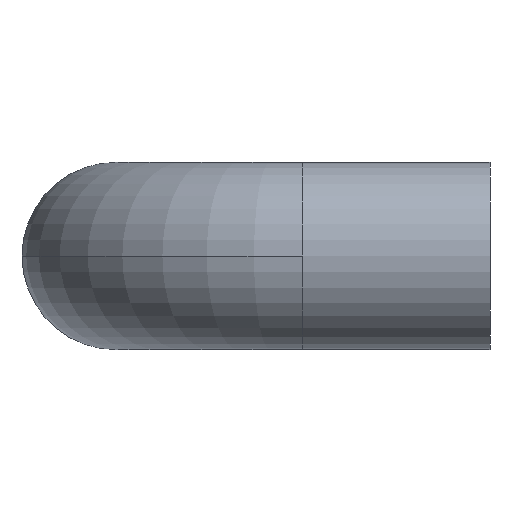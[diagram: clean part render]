
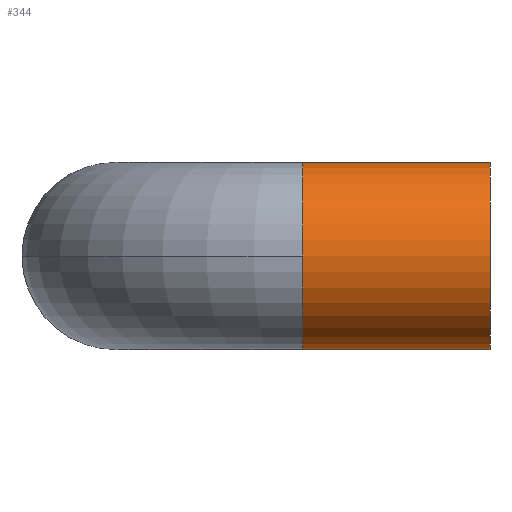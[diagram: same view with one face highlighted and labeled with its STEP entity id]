
A CAD part, left-side view. The second image highlights one B-rep face of the part: STEP entity #344.
In plain terms, the highlighted cylindrical face has radius 4 mm (diameter 8 mm), a partial arc.
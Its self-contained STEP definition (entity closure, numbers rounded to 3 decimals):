
#25 = CARTESIAN_POINT ( 'NONE',  ( 0., 8., 4. ) ) ;
#39 = DIRECTION ( 'NONE',  ( 0., 1., 0. ) ) ;
#62 = ORIENTED_EDGE ( 'NONE', *, *, #624, .T. ) ;
#65 = CARTESIAN_POINT ( 'NONE',  ( 0., 8., 0. ) ) ;
#73 = AXIS2_PLACEMENT_3D ( 'NONE', #398, #178, #670 ) ;
#122 = CIRCLE ( 'NONE', #73, 4. ) ;
#140 = VECTOR ( 'NONE', #327, 1000. ) ;
#141 = CARTESIAN_POINT ( 'NONE',  ( 0., 8., 4. ) ) ;
#156 = CARTESIAN_POINT ( 'NONE',  ( 0., 8., -4. ) ) ;
#166 = VERTEX_POINT ( 'NONE', #341 ) ;
#178 = DIRECTION ( 'NONE',  ( 0., 1., 0. ) ) ;
#187 = DIRECTION ( 'NONE',  ( 0., 0., -1. ) ) ;
#190 = CYLINDRICAL_SURFACE ( 'NONE', #632, 4. ) ;
#201 = FACE_OUTER_BOUND ( 'NONE', #708, .T. ) ;
#270 = CARTESIAN_POINT ( 'NONE',  ( 0., 8., 0. ) ) ;
#278 = EDGE_CURVE ( 'NONE', #680, #166, #122, .T. ) ;
#284 = CIRCLE ( 'NONE', #481, 4. ) ;
#302 = VECTOR ( 'NONE', #528, 1000. ) ;
#305 = DIRECTION ( 'NONE',  ( 0., -1., 0. ) ) ;
#327 = DIRECTION ( 'NONE',  ( 0., -1., 0. ) ) ;
#334 = CIRCLE ( 'NONE', #429, 4. ) ;
#341 = CARTESIAN_POINT ( 'NONE',  ( 0., 0., 4. ) ) ;
#344 = ADVANCED_FACE ( 'NONE', ( #201 ), #190, .T. ) ;
#358 = ORIENTED_EDGE ( 'NONE', *, *, #278, .T. ) ;
#373 = ORIENTED_EDGE ( 'NONE', *, *, #550, .F. ) ;
#380 = DIRECTION ( 'NONE',  ( 0., 0., 1. ) ) ;
#388 = VERTEX_POINT ( 'NONE', #465 ) ;
#392 = LINE ( 'NONE', #649, #140 ) ;
#398 = CARTESIAN_POINT ( 'NONE',  ( 0., 0., 0. ) ) ;
#429 = AXIS2_PLACEMENT_3D ( 'NONE', #590, #585, #380 ) ;
#436 = LINE ( 'NONE', #141, #302 ) ;
#465 = CARTESIAN_POINT ( 'NONE',  ( -4., 8., 0. ) ) ;
#481 = AXIS2_PLACEMENT_3D ( 'NONE', #270, #39, #701 ) ;
#528 = DIRECTION ( 'NONE',  ( 0., -1., 0. ) ) ;
#533 = VERTEX_POINT ( 'NONE', #25 ) ;
#537 = CARTESIAN_POINT ( 'NONE',  ( 0., 0., -4. ) ) ;
#550 = EDGE_CURVE ( 'NONE', #533, #166, #436, .T. ) ;
#576 = ORIENTED_EDGE ( 'NONE', *, *, #606, .F. ) ;
#585 = DIRECTION ( 'NONE',  ( 0., 1., 0. ) ) ;
#590 = CARTESIAN_POINT ( 'NONE',  ( 0., 8., 0. ) ) ;
#606 = EDGE_CURVE ( 'NONE', #388, #533, #334, .T. ) ;
#624 = EDGE_CURVE ( 'NONE', #656, #680, #392, .T. ) ;
#632 = AXIS2_PLACEMENT_3D ( 'NONE', #65, #305, #187 ) ;
#639 = EDGE_CURVE ( 'NONE', #656, #388, #284, .T. ) ;
#640 = ORIENTED_EDGE ( 'NONE', *, *, #639, .F. ) ;
#649 = CARTESIAN_POINT ( 'NONE',  ( 0., 8., -4. ) ) ;
#656 = VERTEX_POINT ( 'NONE', #156 ) ;
#670 = DIRECTION ( 'NONE',  ( 0., 0., 1. ) ) ;
#680 = VERTEX_POINT ( 'NONE', #537 ) ;
#701 = DIRECTION ( 'NONE',  ( 0., 0., 1. ) ) ;
#708 = EDGE_LOOP ( 'NONE', ( #373, #576, #640, #62, #358 ) ) ;
